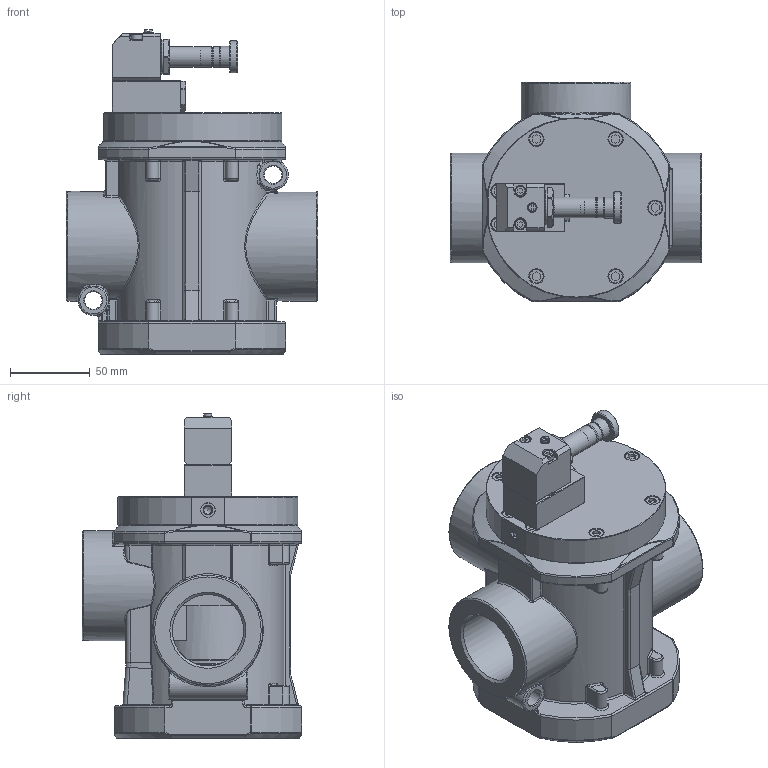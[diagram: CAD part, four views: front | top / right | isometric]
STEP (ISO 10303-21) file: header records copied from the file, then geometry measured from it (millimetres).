
FILE_DESCRIPTION(/* description */ ('Unknown'),/* implementation_level */ '2;1');
FILE_NAME(/* name */ '-MF-G3060',/* time_stamp */ '2019-05-31T11:04:37+02:00',/* author */ ('Unknown'),/* organization */ ('Unknown'),/* preprocessor_version */ 'ST-DEVELOPER v16.7',/* originating_system */ 'DEX',/* authorisation */ $);
FILE_SCHEMA (('AUTOMOTIVE_DESIGN {1 0 10303 214 3 1 1}'));
Length unit declared in the file: millimetre
Products named in the file (1): Parte1
Bounding box: 158 x 138 x 204.2 mm (x, y, z)
Volume: 1275817.5 mm3; surface area: 230203.1 mm2
Topology: 4 solids, 4 shells, 1223 faces, 2865 edges, 1650 vertices
Faces by surface type: plane 402, cylinder 335, cone 132, bspline 125, torus 122, sphere 107
Full cylindrical faces by diameter (mm): 2 x2, 2.4 x1, 3 x7, 3.4 x3, 4 x3, 4.134 x1, 4.2 x2, 4.5 x4, 4.6 x1, 5 x1, 5.1 x2, 5.8 x1, 6 x2, 6.4 x4, 6.5 x1, 7 x4, 7.5 x2, 8.5 x13, 8.566 x3, 9 x14, 9.8 x1, 11 x2, 11.4 x1, 12 x3, 12.15 x1, 13 x2, 13.157 x1, 13.6 x1, 14 x2, 16.2 x1
Entity records: 47246 total; most frequent: CARTESIAN_POINT 13271, DIRECTION 5478, ORIENTED_EDGE 4846, EDGE_CURVE 2423, AXIS2_PLACEMENT_3D 2291, FACE_BOUND 1591, EDGE_LOOP 1584, VERTEX_POINT 1546
